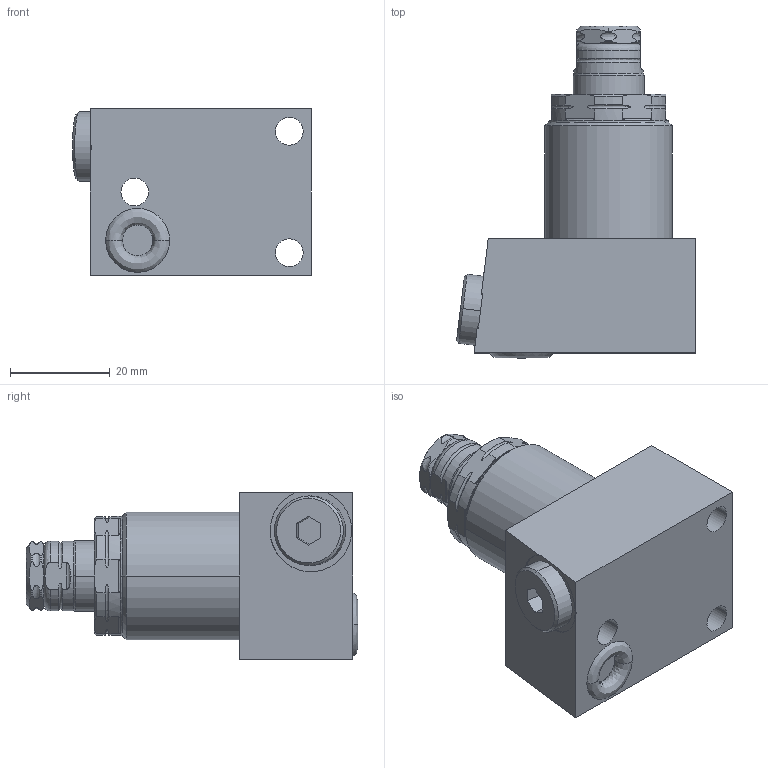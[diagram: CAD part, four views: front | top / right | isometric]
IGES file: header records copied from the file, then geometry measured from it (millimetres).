
Start section:  PTC IGES file: ilcmv41080610.igs
Global section: file name: ilcmv41080610.igs; native system: Creo Parametric by Parametric Technology Corporation; preprocessor: 2017170; author: Mjust; organization: Unknown; date: 20200320.110512; units: millimetre
Bounding box: 47.98 x 66.66 x 33.35 mm (x, y, z)
Surface area: 10978.8 mm2 (no closed solid volume)
Topology: 0 solids, 0 shells, 142 faces, 1060 edges, 1370 vertices
Faces by surface type: revolution 101, bspline 41
